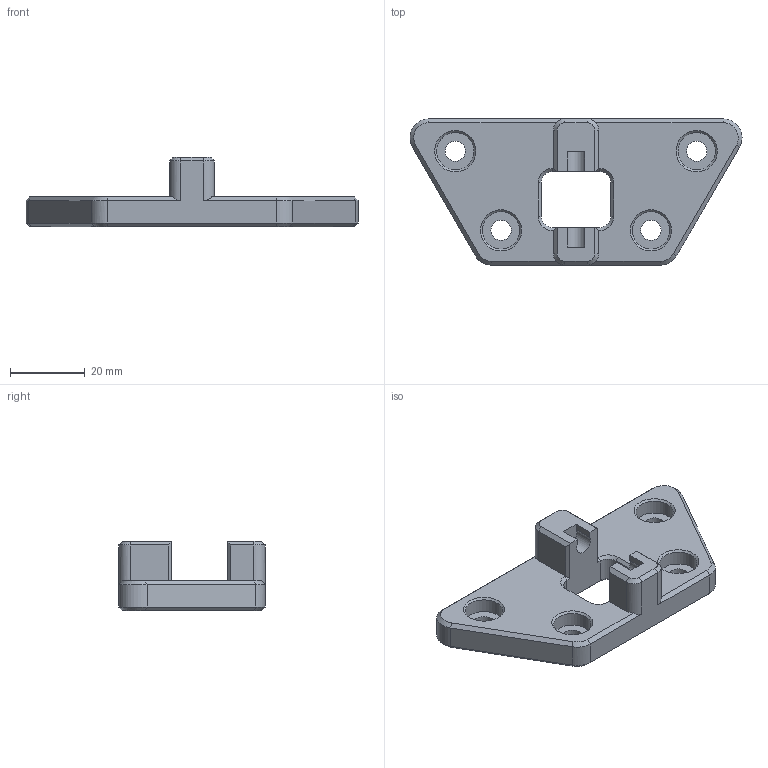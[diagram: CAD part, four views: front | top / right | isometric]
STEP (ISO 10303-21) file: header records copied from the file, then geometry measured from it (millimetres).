
FILE_DESCRIPTION(/* description */ (''),/* implementation_level */ '2;1');
FILE_NAME(/* name */ 'Idler Mount.stp',/* time_stamp */ '2024-08-09T23:42:45-06:00',/* author */ ('PC'),/* organization */ (''),/* preprocessor_version */ 'ST-DEVELOPER v20',/* originating_system */ 'Autodesk Inventor 2025',/* authorisation */ '');
FILE_SCHEMA (('AUTOMOTIVE_DESIGN { 1 0 10303 214 3 1 1 }'));
Length unit declared in the file: millimetre
Products named in the file (1): Idler Mount Mellow and Pin
Bounding box: 88.58 x 39 x 18.55 mm (x, y, z)
Volume: 21135.7 mm3; surface area: 8630.5 mm2
Topology: 1 solids, 1 shells, 107 faces, 254 edges, 152 vertices
Faces by surface type: plane 57, cone 22, cylinder 22, bspline 6
Full cylindrical faces by diameter (mm): 5.4 x4, 10 x4
Entity records: 3284 total; most frequent: CARTESIAN_POINT 740, DIRECTION 518, ORIENTED_EDGE 508, EDGE_CURVE 254, LINE 178, VECTOR 178, AXIS2_PLACEMENT_3D 170, VERTEX_POINT 152
